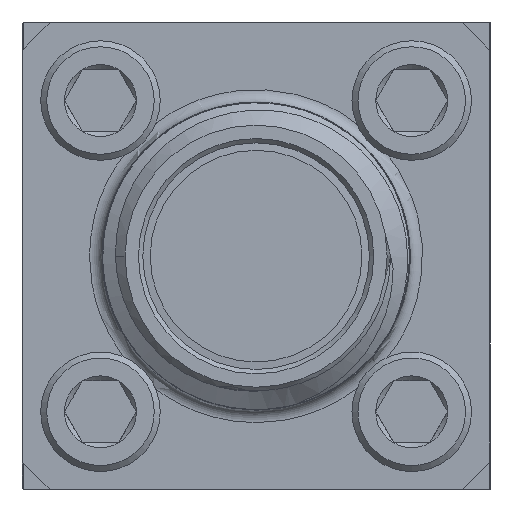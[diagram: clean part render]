
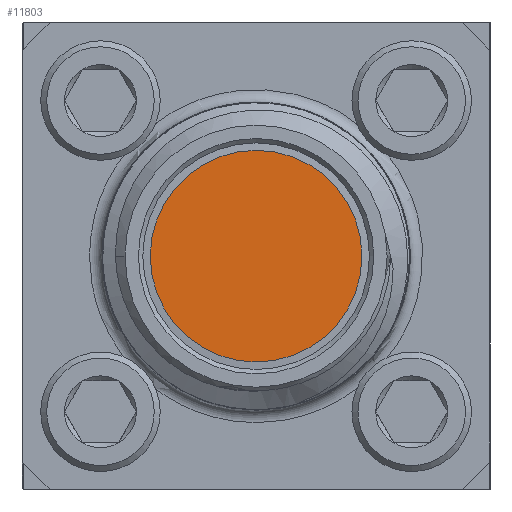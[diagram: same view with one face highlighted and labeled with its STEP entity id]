
A CAD part, left-side view. The second image highlights one B-rep face of the part: STEP entity #11803.
In plain terms, the highlighted planar face has unit normal (1, 0, 0).
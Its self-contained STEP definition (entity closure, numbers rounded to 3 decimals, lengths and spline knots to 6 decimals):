
#886=PLANE('',#12830);
#2707=CIRCLE('',#12829,0.085);
#3685=FACE_OUTER_BOUND('',#4446,.T.);
#4446=EDGE_LOOP('',(#11003));
#5786=VERTEX_POINT('',#41010);
#7528=EDGE_CURVE('',#5786,#5786,#2707,.T.);
#11003=ORIENTED_EDGE('',*,*,#7528,.T.);
#11803=ADVANCED_FACE('',(#3685),#886,.T.);
#12829=AXIS2_PLACEMENT_3D('',#41011,#15488,#15489);
#12830=AXIS2_PLACEMENT_3D('',#41013,#15491,#15492);
#15488=DIRECTION('center_axis',(1.,0.,0.));
#15489=DIRECTION('ref_axis',(0.,-1.,0.));
#15491=DIRECTION('center_axis',(1.,0.,0.));
#15492=DIRECTION('ref_axis',(0.,-1.,0.));
#41010=CARTESIAN_POINT('',(-0.298228,0.272881,0.187237));
#41011=CARTESIAN_POINT('Origin',(-0.298228,0.187881,0.187237));
#41013=CARTESIAN_POINT('Origin',(-0.298228,0.187881,0.187237));
